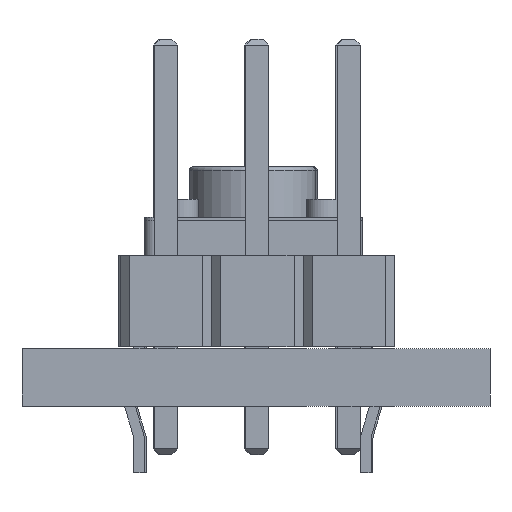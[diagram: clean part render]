
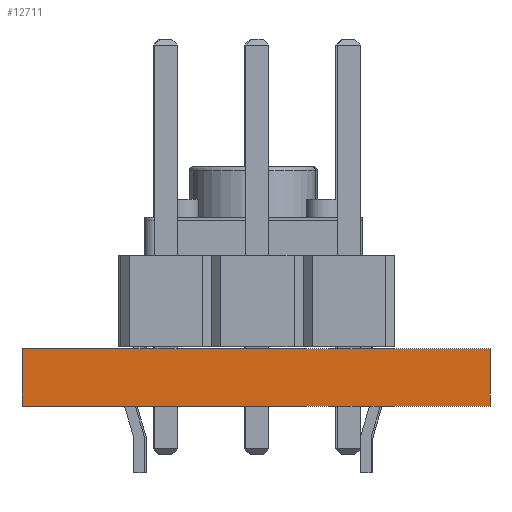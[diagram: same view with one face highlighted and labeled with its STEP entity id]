
A CAD part, front view. The second image highlights one B-rep face of the part: STEP entity #12711.
In plain terms, the highlighted planar face has unit normal (0, -1, 0).
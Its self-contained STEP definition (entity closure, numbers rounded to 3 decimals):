
#12530 = PLANE('',#12531);
#12531 = AXIS2_PLACEMENT_3D('',#12532,#12533,#12534);
#12532 = CARTESIAN_POINT('',(9.,26.,0.));
#12533 = DIRECTION('',(1.,0.,-0.));
#12534 = DIRECTION('',(0.,-1.,0.));
#12555 = VERTEX_POINT('',#12556);
#12556 = CARTESIAN_POINT('',(9.,-4.,1.6));
#12570 = PLANE('',#12571);
#12571 = AXIS2_PLACEMENT_3D('',#12572,#12573,#12574);
#12572 = CARTESIAN_POINT('',(2.5,26.5,1.6));
#12573 = DIRECTION('',(-0.,-0.,-1.));
#12574 = DIRECTION('',(-1.,0.,0.));
#12582 = EDGE_CURVE('',#12583,#12555,#12585,.T.);
#12583 = VERTEX_POINT('',#12584);
#12584 = CARTESIAN_POINT('',(9.,-4.,0.));
#12585 = SURFACE_CURVE('',#12586,(#12590,#12597),.PCURVE_S1.);
#12586 = LINE('',#12587,#12588);
#12587 = CARTESIAN_POINT('',(9.,-4.,0.));
#12588 = VECTOR('',#12589,1.);
#12589 = DIRECTION('',(0.,0.,1.));
#12590 = PCURVE('',#12530,#12591);
#12591 = DEFINITIONAL_REPRESENTATION('',(#12592),#12596);
#12592 = LINE('',#12593,#12594);
#12593 = CARTESIAN_POINT('',(30.,0.));
#12594 = VECTOR('',#12595,1.);
#12595 = DIRECTION('',(0.,-1.));
#12596 = ( GEOMETRIC_REPRESENTATION_CONTEXT(2) 
PARAMETRIC_REPRESENTATION_CONTEXT() REPRESENTATION_CONTEXT('2D SPACE',''
  ) );
#12597 = PCURVE('',#12598,#12603);
#12598 = PLANE('',#12599);
#12599 = AXIS2_PLACEMENT_3D('',#12600,#12601,#12602);
#12600 = CARTESIAN_POINT('',(9.,-4.,0.));
#12601 = DIRECTION('',(0.,-1.,0.));
#12602 = DIRECTION('',(-1.,0.,0.));
#12603 = DEFINITIONAL_REPRESENTATION('',(#12604),#12608);
#12604 = LINE('',#12605,#12606);
#12605 = CARTESIAN_POINT('',(0.,-0.));
#12606 = VECTOR('',#12607,1.);
#12607 = DIRECTION('',(0.,-1.));
#12608 = ( GEOMETRIC_REPRESENTATION_CONTEXT(2) 
PARAMETRIC_REPRESENTATION_CONTEXT() REPRESENTATION_CONTEXT('2D SPACE',''
  ) );
#12624 = PLANE('',#12625);
#12625 = AXIS2_PLACEMENT_3D('',#12626,#12627,#12628);
#12626 = CARTESIAN_POINT('',(2.5,26.5,0.));
#12627 = DIRECTION('',(-0.,-0.,-1.));
#12628 = DIRECTION('',(-1.,0.,0.));
#12711 = ADVANCED_FACE('',(#12712),#12598,.T.);
#12712 = FACE_BOUND('',#12713,.T.);
#12713 = EDGE_LOOP('',(#12714,#12715,#12738,#12766));
#12714 = ORIENTED_EDGE('',*,*,#12582,.T.);
#12715 = ORIENTED_EDGE('',*,*,#12716,.T.);
#12716 = EDGE_CURVE('',#12555,#12717,#12719,.T.);
#12717 = VERTEX_POINT('',#12718);
#12718 = CARTESIAN_POINT('',(-4.,-4.,1.6));
#12719 = SURFACE_CURVE('',#12720,(#12724,#12731),.PCURVE_S1.);
#12720 = LINE('',#12721,#12722);
#12721 = CARTESIAN_POINT('',(9.,-4.,1.6));
#12722 = VECTOR('',#12723,1.);
#12723 = DIRECTION('',(-1.,0.,0.));
#12724 = PCURVE('',#12598,#12725);
#12725 = DEFINITIONAL_REPRESENTATION('',(#12726),#12730);
#12726 = LINE('',#12727,#12728);
#12727 = CARTESIAN_POINT('',(0.,-1.6));
#12728 = VECTOR('',#12729,1.);
#12729 = DIRECTION('',(1.,0.));
#12730 = ( GEOMETRIC_REPRESENTATION_CONTEXT(2) 
PARAMETRIC_REPRESENTATION_CONTEXT() REPRESENTATION_CONTEXT('2D SPACE',''
  ) );
#12731 = PCURVE('',#12570,#12732);
#12732 = DEFINITIONAL_REPRESENTATION('',(#12733),#12737);
#12733 = LINE('',#12734,#12735);
#12734 = CARTESIAN_POINT('',(-6.5,-30.5));
#12735 = VECTOR('',#12736,1.);
#12736 = DIRECTION('',(1.,0.));
#12737 = ( GEOMETRIC_REPRESENTATION_CONTEXT(2) 
PARAMETRIC_REPRESENTATION_CONTEXT() REPRESENTATION_CONTEXT('2D SPACE',''
  ) );
#12738 = ORIENTED_EDGE('',*,*,#12739,.F.);
#12739 = EDGE_CURVE('',#12740,#12717,#12742,.T.);
#12740 = VERTEX_POINT('',#12741);
#12741 = CARTESIAN_POINT('',(-4.,-4.,0.));
#12742 = SURFACE_CURVE('',#12743,(#12747,#12754),.PCURVE_S1.);
#12743 = LINE('',#12744,#12745);
#12744 = CARTESIAN_POINT('',(-4.,-4.,0.));
#12745 = VECTOR('',#12746,1.);
#12746 = DIRECTION('',(0.,0.,1.));
#12747 = PCURVE('',#12598,#12748);
#12748 = DEFINITIONAL_REPRESENTATION('',(#12749),#12753);
#12749 = LINE('',#12750,#12751);
#12750 = CARTESIAN_POINT('',(13.,0.));
#12751 = VECTOR('',#12752,1.);
#12752 = DIRECTION('',(0.,-1.));
#12753 = ( GEOMETRIC_REPRESENTATION_CONTEXT(2) 
PARAMETRIC_REPRESENTATION_CONTEXT() REPRESENTATION_CONTEXT('2D SPACE',''
  ) );
#12754 = PCURVE('',#12755,#12760);
#12755 = PLANE('',#12756);
#12756 = AXIS2_PLACEMENT_3D('',#12757,#12758,#12759);
#12757 = CARTESIAN_POINT('',(-4.,-4.,0.));
#12758 = DIRECTION('',(-1.,0.,0.));
#12759 = DIRECTION('',(0.,1.,0.));
#12760 = DEFINITIONAL_REPRESENTATION('',(#12761),#12765);
#12761 = LINE('',#12762,#12763);
#12762 = CARTESIAN_POINT('',(0.,0.));
#12763 = VECTOR('',#12764,1.);
#12764 = DIRECTION('',(0.,-1.));
#12765 = ( GEOMETRIC_REPRESENTATION_CONTEXT(2) 
PARAMETRIC_REPRESENTATION_CONTEXT() REPRESENTATION_CONTEXT('2D SPACE',''
  ) );
#12766 = ORIENTED_EDGE('',*,*,#12767,.F.);
#12767 = EDGE_CURVE('',#12583,#12740,#12768,.T.);
#12768 = SURFACE_CURVE('',#12769,(#12773,#12780),.PCURVE_S1.);
#12769 = LINE('',#12770,#12771);
#12770 = CARTESIAN_POINT('',(9.,-4.,0.));
#12771 = VECTOR('',#12772,1.);
#12772 = DIRECTION('',(-1.,0.,0.));
#12773 = PCURVE('',#12598,#12774);
#12774 = DEFINITIONAL_REPRESENTATION('',(#12775),#12779);
#12775 = LINE('',#12776,#12777);
#12776 = CARTESIAN_POINT('',(0.,-0.));
#12777 = VECTOR('',#12778,1.);
#12778 = DIRECTION('',(1.,0.));
#12779 = ( GEOMETRIC_REPRESENTATION_CONTEXT(2) 
PARAMETRIC_REPRESENTATION_CONTEXT() REPRESENTATION_CONTEXT('2D SPACE',''
  ) );
#12780 = PCURVE('',#12624,#12781);
#12781 = DEFINITIONAL_REPRESENTATION('',(#12782),#12786);
#12782 = LINE('',#12783,#12784);
#12783 = CARTESIAN_POINT('',(-6.5,-30.5));
#12784 = VECTOR('',#12785,1.);
#12785 = DIRECTION('',(1.,0.));
#12786 = ( GEOMETRIC_REPRESENTATION_CONTEXT(2) 
PARAMETRIC_REPRESENTATION_CONTEXT() REPRESENTATION_CONTEXT('2D SPACE',''
  ) );
